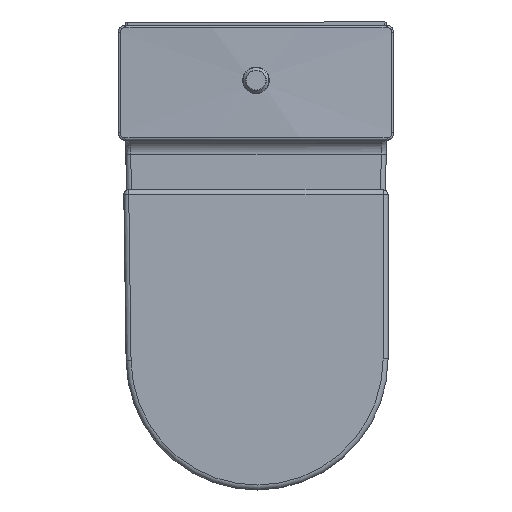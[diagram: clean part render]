
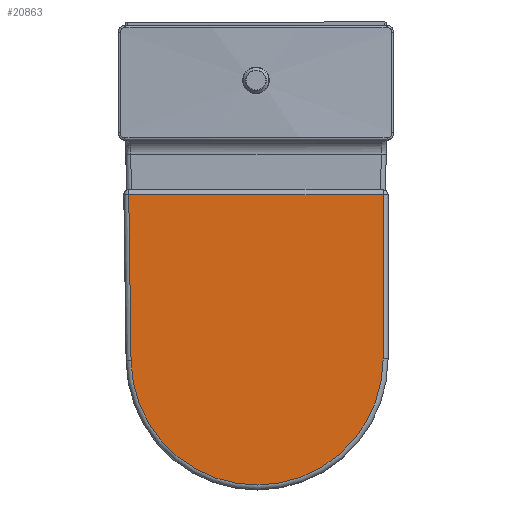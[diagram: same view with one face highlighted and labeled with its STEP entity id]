
A CAD part, top view. The second image highlights one B-rep face of the part: STEP entity #20863.
In plain terms, the highlighted planar face has unit normal (0, 0, 1).
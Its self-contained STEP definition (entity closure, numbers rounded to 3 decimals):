
#20599=CARTESIAN_POINT('',(-1.234,7.991,35.0));
#20600=VERTEX_POINT('',#20599);
#20608=CARTESIAN_POINT('',(233.267,9.617,35.0));
#20609=VERTEX_POINT('',#20608);
#20610=CARTESIAN_POINT('',(-1.234,7.991,35.0));
#20611=DIRECTION('',(1.,0.007,0.0));
#20612=VECTOR('',#20611,234.507);
#20613=LINE('',#20610,#20612);
#20614=EDGE_CURVE('',#20600,#20609,#20613,.T.);
#20641=CARTESIAN_POINT('',(-1.236,-347.991,35.0));
#20642=VERTEX_POINT('',#20641);
#20650=CARTESIAN_POINT('',(0.,-170.,35.0));
#20651=DIRECTION('',(0.0,0.0,-1.0));
#20652=DIRECTION('',(-1.,0.,0.0));
#20653=AXIS2_PLACEMENT_3D('',#20650,#20651,#20652);
#20654=CIRCLE('',#20653,177.996);
#20655=EDGE_CURVE('',#20642,#20600,#20654,.T.);
#20675=CARTESIAN_POINT('',(230.773,-349.603,35.0));
#20676=VERTEX_POINT('',#20675);
#20684=CARTESIAN_POINT('',(230.773,-349.603,35.0));
#20685=DIRECTION('',(-1.,0.007,0.0));
#20686=VECTOR('',#20685,232.014);
#20687=LINE('',#20684,#20686);
#20688=EDGE_CURVE('',#20676,#20642,#20687,.T.);
#20729=CARTESIAN_POINT('',(233.267,9.617,35.0));
#20730=DIRECTION('',(-0.007,-1.,0.0));
#20731=VECTOR('',#20730,359.228);
#20732=LINE('',#20729,#20731);
#20733=EDGE_CURVE('',#20609,#20676,#20732,.T.);
#20852=CARTESIAN_POINT('',(80.239,-169.678,35.0));
#20853=DIRECTION('',(0.0,0.0,1.0));
#20854=DIRECTION('',(1.0,0.0,0.0));
#20855=AXIS2_PLACEMENT_3D('',#20852,#20853,#20854);
#20856=PLANE('',#20855);
#20857=ORIENTED_EDGE('',*,*,#20614,.F.);
#20858=ORIENTED_EDGE('',*,*,#20655,.F.);
#20859=ORIENTED_EDGE('',*,*,#20688,.F.);
#20860=ORIENTED_EDGE('',*,*,#20733,.F.);
#20861=EDGE_LOOP('',(#20857,#20858,#20859,#20860));
#20862=FACE_OUTER_BOUND('',#20861,.T.);
#20863=ADVANCED_FACE('',(#20862),#20856,.T.);
